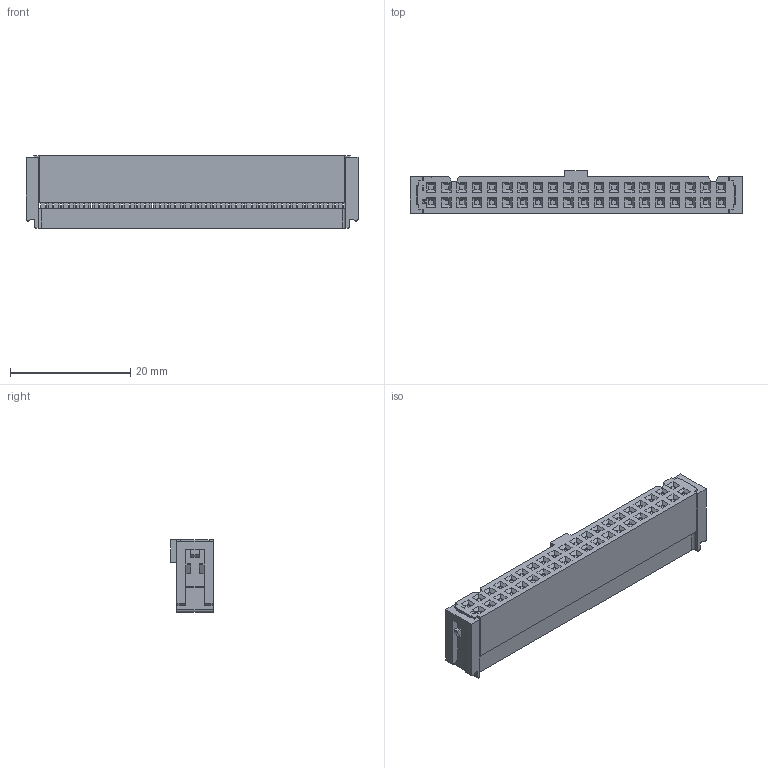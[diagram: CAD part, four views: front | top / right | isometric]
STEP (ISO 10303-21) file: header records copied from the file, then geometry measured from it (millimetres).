
FILE_DESCRIPTION(('STEP AP214'),'1');
FILE_NAME(' ',' ',('TraceParts'),('TraceParts S.A.'),'XStep 1.0',' ',' ');
FILE_SCHEMA(('automotive_design'));
Length unit declared in the file: millimetre
Products named in the file (1): C-1-1658527-3
Bounding box: 55.3 x 7.1 x 12.1 mm (x, y, z)
Volume: 3300.4 mm3; surface area: 2873.3 mm2
Topology: 1 solids, 1 shells, 851 faces, 2272 edges, 1456 vertices
Faces by surface type: plane 837, cylinder 14
Entity records: 26089 total; most frequent: CARTESIAN_POINT 4580, ORIENTED_EDGE 4544, DIRECTION 4004, EDGE_CURVE 2272, LINE 2244, VECTOR 2244, VERTEX_POINT 1456, EDGE_LOOP 1058
